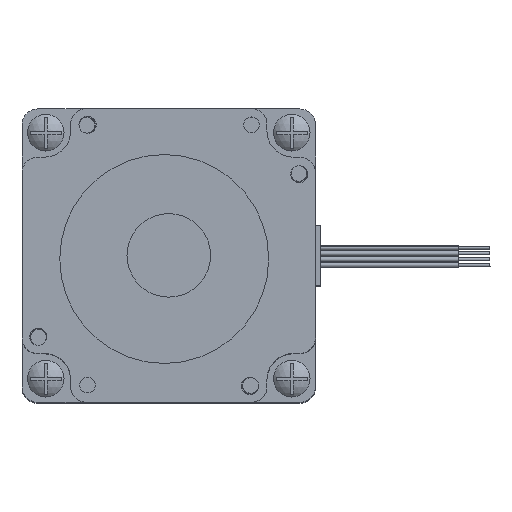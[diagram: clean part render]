
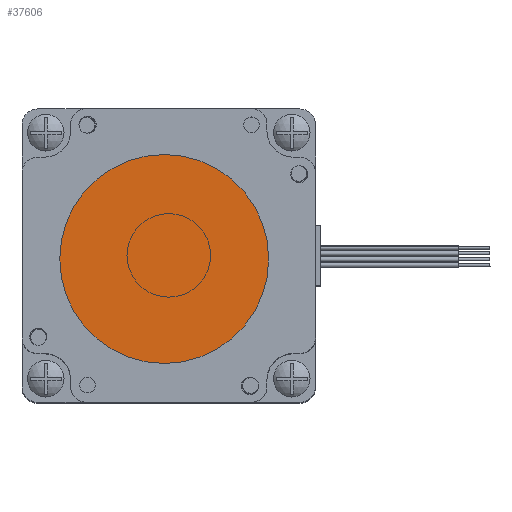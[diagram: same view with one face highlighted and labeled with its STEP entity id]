
A CAD part, top view. The second image highlights one B-rep face of the part: STEP entity #37606.
In plain terms, the highlighted planar face has unit normal (0, 0, 1).
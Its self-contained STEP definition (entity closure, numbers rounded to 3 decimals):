
#4170=FACE_OUTER_BOUND('',#6543,.T.);
#6543=EDGE_LOOP('',(#34628));
#14777=CIRCLE('',#42034,20.);
#18441=VERTEX_POINT('',#77121);
#23847=EDGE_CURVE('',#18441,#18441,#14777,.T.);
#34628=ORIENTED_EDGE('',*,*,#23847,.T.);
#35603=PLANE('',#42037);
#37606=ADVANCED_FACE('',(#4170),#35603,.T.);
#42034=AXIS2_PLACEMENT_3D('',#77122,#53833,#53834);
#42037=AXIS2_PLACEMENT_3D('',#77126,#53839,#53840);
#53833=DIRECTION('center_axis',(0.,0.,1.));
#53834=DIRECTION('ref_axis',(-1.,0.,0.));
#53839=DIRECTION('center_axis',(0.,0.,1.));
#53840=DIRECTION('ref_axis',(1.,0.,0.));
#77121=CARTESIAN_POINT('',(20.,0.,0.05));
#77122=CARTESIAN_POINT('Origin',(0.,0.,0.05));
#77126=CARTESIAN_POINT('Origin',(0.,0.,
0.05));
